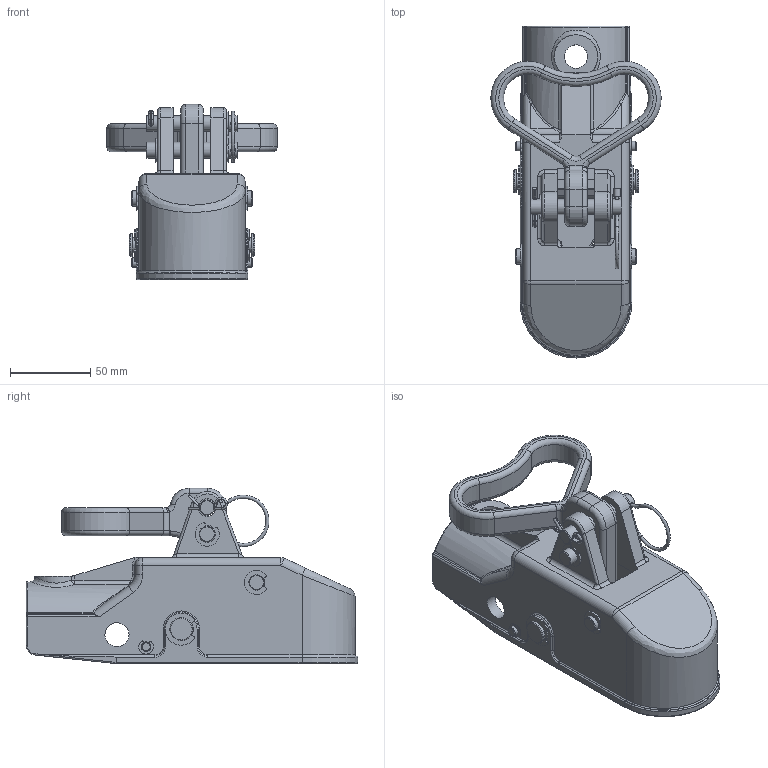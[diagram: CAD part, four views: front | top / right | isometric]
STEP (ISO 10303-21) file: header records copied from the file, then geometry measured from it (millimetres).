
FILE_DESCRIPTION((''),'2;1');
FILE_NAME('munheca_engate_reboque.stp','2015-11-09T16:59:37',('Projeto02'),(''),'Autodesk Inventor 2012','Autodesk Inventor 2012','');
FILE_SCHEMA(('AUTOMOTIVE_DESIGN { 1 0 10303 214 1 1 1 1 }'));
Length unit declared in the file: millimetre
Products named in the file (15): Montagem1; parte_1; parte_2; parte_3; pino_a1; pino_a2; pino_a3; parte_4; pino_b1; pino_b2; contra_pino_1; cabo_aco_1; anel_1; anel_2; anel_3
Assembly tree (20 placements, depth 2):
  Montagem1
    parte_1
    parte_2
    parte_3
    pino_a1
    pino_a2
    pino_a3
    parte_4
    pino_b1
    pino_b2
    contra_pino_1
    cabo_aco_1
    anel_1  x2
    anel_2  x5
    anel_3  x2
Bounding box: 105.86 x 206.25 x 109 mm (x, y, z)
Volume: 428976.2 mm3; surface area: 137887.2 mm2
Topology: 20 solids, 20 shells, 844 faces, 2044 edges, 1247 vertices
Faces by surface type: cylinder 455, plane 198, torus 112, bspline 40, sphere 29, cone 10
Full cylindrical faces by diameter (mm): 2 x2, 3 x3, 3.969 x2, 4 x2, 6 x3, 6.2 x2, 7.144 x5, 9.525 x7, 10 x5, 10.5 x2, 11 x6, 14 x2, 14.287 x3, 14.5 x1, 15 x4
Entity records: 22332 total; most frequent: CARTESIAN_POINT 5208, DIRECTION 3793, ORIENTED_EDGE 3180, EDGE_CURVE 1590, AXIS2_PLACEMENT_3D 1574, VERTEX_POINT 990, EDGE_LOOP 836, CIRCLE 801
